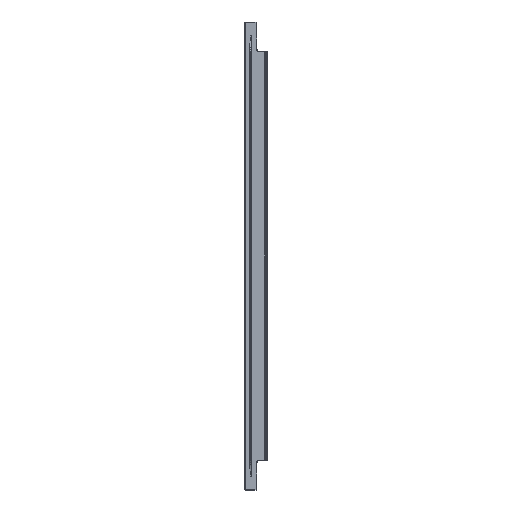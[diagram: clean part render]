
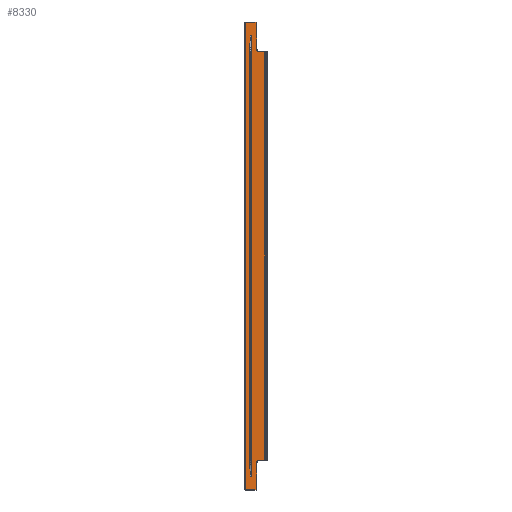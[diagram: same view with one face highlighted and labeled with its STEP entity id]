
A CAD part, front view. The second image highlights one B-rep face of the part: STEP entity #8330.
In plain terms, the highlighted planar face has unit normal (0, -1, 0).
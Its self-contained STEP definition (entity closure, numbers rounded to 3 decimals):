
#1170=CARTESIAN_POINT('',(0.5,0.,548.5));
#1180=VERTEX_POINT('',#1170);
#3710=CARTESIAN_POINT('',(19.,0.,-245.5));
#3720=VERTEX_POINT('',#3710);
#3750=CARTESIAN_POINT('',(19.,0.,-244.5));
#3760=DIRECTION('',(0.,-1.,0.));
#3770=DIRECTION('',(-1.,0.,0.));
#3780=AXIS2_PLACEMENT_3D('',#3750,#3760,#3770);
#3790=CIRCLE('',#3780,1.);
#3800=CARTESIAN_POINT('',(20.,0.,-244.5));
#3810=VERTEX_POINT('',#3800);
#3820=EDGE_CURVE('',#3720,#3810,#3790,.T.);
#4720=CARTESIAN_POINT('',(24.5,0.,498.5));
#4730=VERTEX_POINT('',#4720);
#4760=CARTESIAN_POINT('',(24.5,0.,503.));
#4770=DIRECTION('',(0.,-1.,-0.));
#4780=DIRECTION('',(-1.,-0.,0.));
#4790=AXIS2_PLACEMENT_3D('',#4760,#4770,#4780);
#4800=CIRCLE('',#4790,4.5);
#4810=CARTESIAN_POINT('',(20.,0.,503.));
#4820=VERTEX_POINT('',#4810);
#4830=EDGE_CURVE('',#4820,#4730,#4800,.T.);
#5360=CARTESIAN_POINT('',(20.,0.,547.5));
#5370=VERTEX_POINT('',#5360);
#5400=CARTESIAN_POINT('',(19.,0.,547.5));
#5410=DIRECTION('',(0.,1.,-0.));
#5420=DIRECTION('',(1.,-0.,0.));
#5430=AXIS2_PLACEMENT_3D('',#5400,#5410,#5420);
#5440=CIRCLE('',#5430,1.);
#5450=CARTESIAN_POINT('',(19.,0.,548.5));
#5460=VERTEX_POINT('',#5450);
#5470=EDGE_CURVE('',#5460,#5370,#5440,.T.);
#6600=CARTESIAN_POINT('',(34.,0.,0.));
#6610=DIRECTION('',(0.,1.,0.));
#6620=DIRECTION('',(1.,0.,0.));
#6630=AXIS2_PLACEMENT_3D('',#6600,#6610,#6620);
#6640=PLANE('',#6630);
#6650=CARTESIAN_POINT('',(9.1,0.,1.));
#6660=DIRECTION('',(0.,0.,-1.));
#6670=VECTOR('',#6660,1.);
#6680=LINE('',#6650,#6670);
#6690=CARTESIAN_POINT('',(9.1,0.,-222.454));
#6700=VERTEX_POINT('',#6690);
#6710=CARTESIAN_POINT('',(9.1,0.,-223.2));
#6720=VERTEX_POINT('',#6710);
#6730=EDGE_CURVE('',#6700,#6720,#6680,.T.);
#6740=ORIENTED_EDGE('',*,*,#6730,.F.);
#6750=CARTESIAN_POINT('',(0.,0.,-223.2));
#6760=DIRECTION('',(1.,0.,0.));
#6770=VECTOR('',#6760,1.);
#6780=LINE('',#6750,#6770);
#6790=CARTESIAN_POINT('',(10.9,0.,-223.2));
#6800=VERTEX_POINT('',#6790);
#6810=EDGE_CURVE('',#6720,#6800,#6780,.T.);
#6820=ORIENTED_EDGE('',*,*,#6810,.F.);
#6830=CARTESIAN_POINT('',(10.9,0.,1.));
#6840=DIRECTION('',(0.,0.,1.));
#6850=VECTOR('',#6840,1.);
#6860=LINE('',#6830,#6850);
#6870=CARTESIAN_POINT('',(10.9,0.,-222.454))
;
#6880=VERTEX_POINT('',#6870);
#6890=EDGE_CURVE('',#6800,#6880,#6860,.T.);
#6900=ORIENTED_EDGE('',*,*,#6890,.F.);
#6910=CARTESIAN_POINT('',(0.,0.,-222.454));
#6920=DIRECTION('',(1.,0.,0.));
#6930=VECTOR('',#6920,1.);
#6940=LINE('',#6910,#6930);
#6950=CARTESIAN_POINT('',(11.,0.,
-222.454));
#6960=VERTEX_POINT('',#6950);
#6970=EDGE_CURVE('',#6880,#6960,#6940,.T.);
#6980=ORIENTED_EDGE('',*,*,#6970,.F.);
#6990=CARTESIAN_POINT('',(11.,0.,0.));
#7000=DIRECTION('',(0.,0.,-1.));
#7010=VECTOR('',#7000,1.);
#7020=LINE('',#6990,#7010);
#7030=CARTESIAN_POINT('',(11.,0.,525.454));
#7040=VERTEX_POINT('',#7030);
#7050=EDGE_CURVE('',#7040,#6960,#7020,.T.);
#7060=ORIENTED_EDGE('',*,*,#7050,.T.);
#7070=CARTESIAN_POINT('',(0.,0.,525.454));
#7080=DIRECTION('',(-1.,0.,0.));
#7090=VECTOR('',#7080,1.);
#7100=LINE('',#7070,#7090);
#7110=CARTESIAN_POINT('',(10.9,0.,525.454));
#7120=VERTEX_POINT('',#7110);
#7130=EDGE_CURVE('',#7040,#7120,#7100,.T.);
#7140=ORIENTED_EDGE('',*,*,#7130,.F.);
#7150=CARTESIAN_POINT('',(10.9,0.,549.));
#7160=DIRECTION('',(0.,0.,1.));
#7170=VECTOR('',#7160,1.);
#7180=LINE('',#7150,#7170);
#7190=CARTESIAN_POINT('',(10.9,0.,526.2));
#7200=VERTEX_POINT('',#7190);
#7210=EDGE_CURVE('',#7120,#7200,#7180,.T.);
#7220=ORIENTED_EDGE('',*,*,#7210,.F.);
#7230=CARTESIAN_POINT('',(0.,0.,526.2));
#7240=DIRECTION('',(1.,0.,0.));
#7250=VECTOR('',#7240,1.);
#7260=LINE('',#7230,#7250);
#7270=CARTESIAN_POINT('',(9.1,0.,526.2));
#7280=VERTEX_POINT('',#7270);
#7290=EDGE_CURVE('',#7280,#7200,#7260,.T.);
#7300=ORIENTED_EDGE('',*,*,#7290,.T.);
#7310=CARTESIAN_POINT('',(9.1,0.,549.));
#7320=DIRECTION('',(0.,0.,-1.));
#7330=VECTOR('',#7320,1.);
#7340=LINE('',#7310,#7330);
#7350=CARTESIAN_POINT('',(9.1,0.,525.454));
#7360=VERTEX_POINT('',#7350);
#7370=EDGE_CURVE('',#7280,#7360,#7340,.T.);
#7380=ORIENTED_EDGE('',*,*,#7370,.F.);
#7390=CARTESIAN_POINT('',(0.,0.,525.454));
#7400=DIRECTION('',(-1.,0.,0.));
#7410=VECTOR('',#7400,1.);
#7420=LINE('',#7390,#7410);
#7430=CARTESIAN_POINT('',(9.,0.,
525.454));
#7440=VERTEX_POINT('',#7430);
#7450=EDGE_CURVE('',#7360,#7440,#7420,.T.);
#7460=ORIENTED_EDGE('',*,*,#7450,.F.);
#7470=CARTESIAN_POINT('',(9.,0.,0.));
#7480=DIRECTION('',(0.,0.,1.));
#7490=VECTOR('',#7480,1.);
#7500=LINE('',#7470,#7490);
#7510=CARTESIAN_POINT('',(9.,0.,
-222.454));
#7520=VERTEX_POINT('',#7510);
#7530=EDGE_CURVE('',#7520,#7440,#7500,.T.);
#7540=ORIENTED_EDGE('',*,*,#7530,.T.);
#7550=CARTESIAN_POINT('',(0.,0.,-222.454));
#7560=DIRECTION('',(1.,0.,0.));
#7570=VECTOR('',#7560,1.);
#7580=LINE('',#7550,#7570);
#7590=EDGE_CURVE('',#7520,#6700,#7580,.T.);
#7600=ORIENTED_EDGE('',*,*,#7590,.F.);
#7610=EDGE_LOOP('',(#7600,#7540,#7460,#7380,#7300,#7220,#7140,#7060,
#6980,#6900,#6820,#6740));
#7620=FACE_BOUND('',#7610,.T.);
#7630=ORIENTED_EDGE('',*,*,#5470,.F.);
#7640=CARTESIAN_POINT('',(20.,0.,0.));
#7650=DIRECTION('',(0.,-0.,1.));
#7660=VECTOR('',#7650,1.);
#7670=LINE('',#7640,#7660);
#7680=EDGE_CURVE('',#4820,#5370,#7670,.T.);
#7690=ORIENTED_EDGE('',*,*,#7680,.T.);
#7700=ORIENTED_EDGE('',*,*,#4830,.F.);
#7710=CARTESIAN_POINT('',(0.,0.,
498.5));
#7720=DIRECTION('',(-1.,0.,0.));
#7730=VECTOR('',#7720,1.);
#7740=LINE('',#7710,#7730);
#7750=CARTESIAN_POINT('',(34.,0.,498.5));
#7760=VERTEX_POINT('',#7750);
#7770=EDGE_CURVE('',#7760,#4730,#7740,.T.);
#7780=ORIENTED_EDGE('',*,*,#7770,.T.);
#7790=CARTESIAN_POINT('',(34.,0.,0.));
#7800=DIRECTION('',(0.,0.,-1.));
#7810=VECTOR('',#7800,1.);
#7820=LINE('',#7790,#7810);
#7830=CARTESIAN_POINT('',(34.,0.,-195.5));
#7840=VERTEX_POINT('',#7830);
#7850=EDGE_CURVE('',#7760,#7840,#7820,.T.);
#7860=ORIENTED_EDGE('',*,*,#7850,.F.);
#7870=CARTESIAN_POINT('',(0.,0.,
-195.5));
#7880=DIRECTION('',(1.,0.,0.));
#7890=VECTOR('',#7880,1.);
#7900=LINE('',#7870,#7890);
#7910=CARTESIAN_POINT('',(24.5,0.,-195.5));
#7920=VERTEX_POINT('',#7910);
#7930=EDGE_CURVE('',#7920,#7840,#7900,.T.);
#7940=ORIENTED_EDGE('',*,*,#7930,.T.);
#7950=CARTESIAN_POINT('',(24.5,0.,-200.));
#7960=DIRECTION('',(0.,-1.,0.));
#7970=DIRECTION('',(-1.,0.,0.));
#7980=AXIS2_PLACEMENT_3D('',#7950,#7960,#7970);
#7990=CIRCLE('',#7980,4.5);
#8000=CARTESIAN_POINT('',(20.,0.,-200.));
#8010=VERTEX_POINT('',#8000);
#8020=EDGE_CURVE('',#7920,#8010,#7990,.T.);
#8030=ORIENTED_EDGE('',*,*,#8020,.F.);
#8040=CARTESIAN_POINT('',(20.,0.,0.));
#8050=DIRECTION('',(0.,0.,1.));
#8060=VECTOR('',#8050,1.);
#8070=LINE('',#8040,#8060);
#8080=EDGE_CURVE('',#3810,#8010,#8070,.T.);
#8090=ORIENTED_EDGE('',*,*,#8080,.T.);
#8100=ORIENTED_EDGE('',*,*,#3820,.T.);
#8110=CARTESIAN_POINT('',(0.,0.,
-245.5));
#8120=DIRECTION('',(1.,0.,0.));
#8130=VECTOR('',#8120,1.);
#8140=LINE('',#8110,#8130);
#8150=CARTESIAN_POINT('',(0.5,0.,-245.5));
#8160=VERTEX_POINT('',#8150);
#8170=EDGE_CURVE('',#8160,#3720,#8140,.T.);
#8180=ORIENTED_EDGE('',*,*,#8170,.T.);
#8190=CARTESIAN_POINT('',(0.5,0.,0.));
#8200=DIRECTION('',(0.,-0.,1.));
#8210=VECTOR('',#8200,1.);
#8220=LINE('',#8190,#8210);
#8230=EDGE_CURVE('',#8160,#1180,#8220,.T.);
#8240=ORIENTED_EDGE('',*,*,#8230,.F.);
#8250=CARTESIAN_POINT('',(0.,0.,
548.5));
#8260=DIRECTION('',(1.,0.,0.));
#8270=VECTOR('',#8260,1.);
#8280=LINE('',#8250,#8270);
#8290=EDGE_CURVE('',#1180,#5460,#8280,.T.);
#8300=ORIENTED_EDGE('',*,*,#8290,.F.);
#8310=EDGE_LOOP('',(#8300,#8240,#8180,#8100,#8090,#8030,#7940,#7860,
#7780,#7700,#7690,#7630));
#8320=FACE_OUTER_BOUND('',#8310,.T.);
#8330=ADVANCED_FACE('',(#7620,#8320),#6640,.F.);
